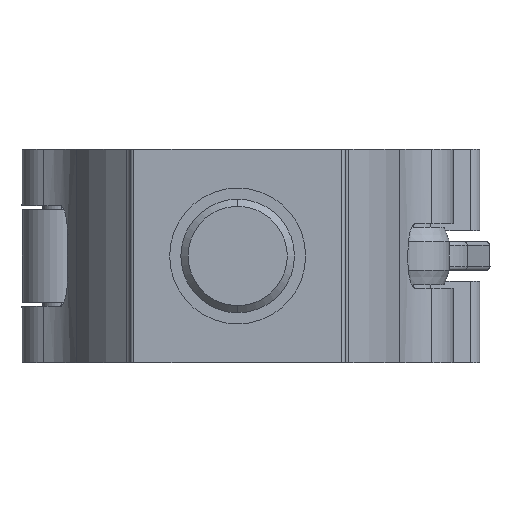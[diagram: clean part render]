
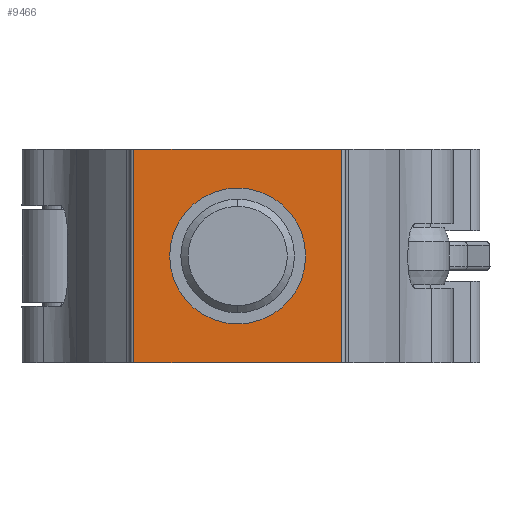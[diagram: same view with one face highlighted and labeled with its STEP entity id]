
A CAD part, front view. The second image highlights one B-rep face of the part: STEP entity #9466.
In plain terms, the highlighted planar face has unit normal (0, -1, 0).
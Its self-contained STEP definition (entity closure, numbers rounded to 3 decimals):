
#1534 = VECTOR ( 'NONE', #20058, 1000. ) ;
#2347 = DIRECTION ( 'NONE',  ( 0., 0., -1. ) ) ;
#2906 = CARTESIAN_POINT ( 'NONE',  ( 14.5, 0., 14.95 ) ) ;
#3167 = ORIENTED_EDGE ( 'NONE', *, *, #7268, .T. ) ;
#3637 = EDGE_CURVE ( 'NONE', #4324, #19626, #9274, .T. ) ;
#3984 = LINE ( 'NONE', #5530, #18803 ) ;
#4324 = VERTEX_POINT ( 'NONE', #18819 ) ;
#4339 = FACE_OUTER_BOUND ( 'NONE', #7177, .T. ) ;
#4902 = LINE ( 'NONE', #6624, #12346 ) ;
#5428 = CARTESIAN_POINT ( 'NONE',  ( 0., 0., 0. ) ) ;
#5458 = ORIENTED_EDGE ( 'NONE', *, *, #3637, .T. ) ;
#5530 = CARTESIAN_POINT ( 'NONE',  ( 14.5, 0., 14.95 ) ) ;
#5553 = CARTESIAN_POINT ( 'NONE',  ( 14.5, 0., -14.95 ) ) ;
#6064 = PLANE ( 'NONE',  #6086 ) ;
#6086 = AXIS2_PLACEMENT_3D ( 'NONE', #2906, #9141, #12305 ) ;
#6208 = CARTESIAN_POINT ( 'NONE',  ( -14.5, 0., -14.95 ) ) ;
#6322 = LINE ( 'NONE', #18720, #1534 ) ;
#6624 = CARTESIAN_POINT ( 'NONE',  ( 14.5, 0., -14.95 ) ) ;
#6664 = VERTEX_POINT ( 'NONE', #12806 ) ;
#6957 = CARTESIAN_POINT ( 'NONE',  ( 0., 0., 0. ) ) ;
#7126 = AXIS2_PLACEMENT_3D ( 'NONE', #5428, #13485, #8407 ) ;
#7177 = EDGE_LOOP ( 'NONE', ( #3167, #16369, #11661, #10808 ) ) ;
#7268 = EDGE_CURVE ( 'NONE', #19368, #11093, #4902, .T. ) ;
#8407 = DIRECTION ( 'NONE',  ( 0., 0., 1. ) ) ;
#8586 = EDGE_CURVE ( 'NONE', #19260, #11093, #6322, .T. ) ;
#9024 = CARTESIAN_POINT ( 'NONE',  ( 0., 0., 5.25 ) ) ;
#9141 = DIRECTION ( 'NONE',  ( 0., 1., 0. ) ) ;
#9274 = CIRCLE ( 'NONE', #16139, 5.25 ) ;
#9466 = ADVANCED_FACE ( 'NONE', ( #17013, #4339 ), #6064, .F. ) ;
#9950 = VECTOR ( 'NONE', #2347, 1000. ) ;
#10808 = ORIENTED_EDGE ( 'NONE', *, *, #17373, .T. ) ;
#11093 = VERTEX_POINT ( 'NONE', #5553 ) ;
#11333 = DIRECTION ( 'NONE',  ( 1., 0., 0. ) ) ;
#11661 = ORIENTED_EDGE ( 'NONE', *, *, #17414, .F. ) ;
#12305 = DIRECTION ( 'NONE',  ( -1., 0., 0. ) ) ;
#12346 = VECTOR ( 'NONE', #11333, 1000. ) ;
#12373 = EDGE_CURVE ( 'NONE', #19626, #4324, #13641, .T. ) ;
#12806 = CARTESIAN_POINT ( 'NONE',  ( -14.5, 0., 14.95 ) ) ;
#12819 = EDGE_LOOP ( 'NONE', ( #12968, #5458 ) ) ;
#12968 = ORIENTED_EDGE ( 'NONE', *, *, #12373, .T. ) ;
#13193 = DIRECTION ( 'NONE',  ( 0., 1., 0. ) ) ;
#13384 = DIRECTION ( 'NONE',  ( 1., 0., 0. ) ) ;
#13485 = DIRECTION ( 'NONE',  ( 0., 1., 0. ) ) ;
#13641 = CIRCLE ( 'NONE', #7126, 5.25 ) ;
#13862 = CARTESIAN_POINT ( 'NONE',  ( -14.5, 0., 14.95 ) ) ;
#14728 = LINE ( 'NONE', #13862, #9950 ) ;
#15615 = CARTESIAN_POINT ( 'NONE',  ( 14.5, 0., 14.95 ) ) ;
#16139 = AXIS2_PLACEMENT_3D ( 'NONE', #6957, #13193, #16169 ) ;
#16169 = DIRECTION ( 'NONE',  ( 0., 0., 1. ) ) ;
#16369 = ORIENTED_EDGE ( 'NONE', *, *, #8586, .F. ) ;
#17013 = FACE_BOUND ( 'NONE', #12819, .T. ) ;
#17373 = EDGE_CURVE ( 'NONE', #6664, #19368, #14728, .T. ) ;
#17414 = EDGE_CURVE ( 'NONE', #6664, #19260, #3984, .T. ) ;
#18720 = CARTESIAN_POINT ( 'NONE',  ( 14.5, 0., 14.95 ) ) ;
#18803 = VECTOR ( 'NONE', #13384, 1000. ) ;
#18819 = CARTESIAN_POINT ( 'NONE',  ( 0., 0., -5.25 ) ) ;
#19260 = VERTEX_POINT ( 'NONE', #15615 ) ;
#19368 = VERTEX_POINT ( 'NONE', #6208 ) ;
#19626 = VERTEX_POINT ( 'NONE', #9024 ) ;
#20058 = DIRECTION ( 'NONE',  ( 0., 0., -1. ) ) ;
